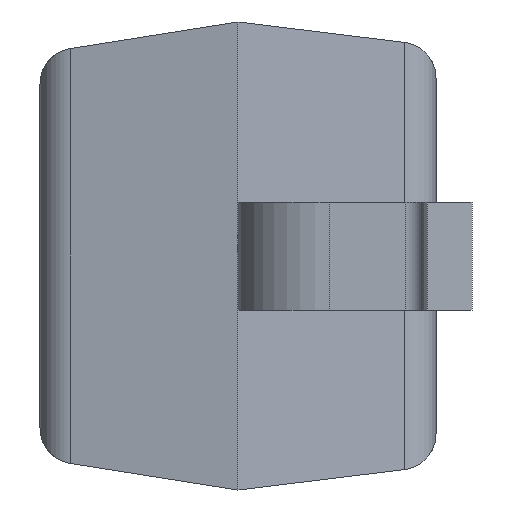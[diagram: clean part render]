
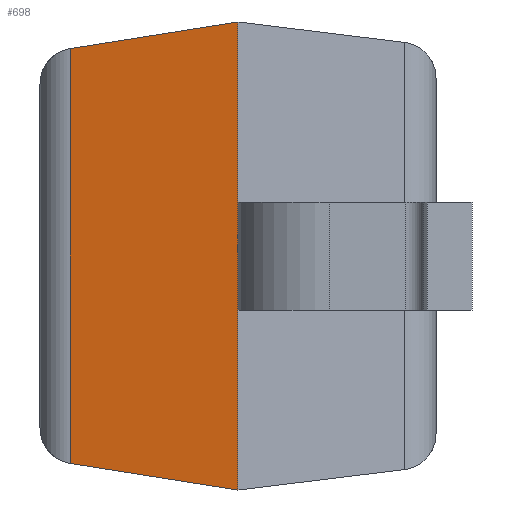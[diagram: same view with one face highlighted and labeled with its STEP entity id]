
A CAD part, left-side view. The second image highlights one B-rep face of the part: STEP entity #698.
In plain terms, the highlighted planar face has unit normal (-0.988, 0.156, 0).
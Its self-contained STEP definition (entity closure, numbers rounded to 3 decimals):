
#65 = CARTESIAN_POINT ( 'NONE',  ( -0.85, 0.65, -0.65 ) ) ;
#93 = VERTEX_POINT ( 'NONE', #914 ) ;
#122 = PLANE ( 'NONE',  #224 ) ;
#163 = EDGE_CURVE ( 'NONE', #1069, #93, #900, .T. ) ;
#172 = ORIENTED_EDGE ( 'NONE', *, *, #311, .T. ) ;
#189 = CARTESIAN_POINT ( 'NONE',  ( -0.776, 1.116, 0.576 ) ) ;
#212 = DIRECTION ( 'NONE',  ( -0.156, -0.988, 0. ) ) ;
#224 = AXIS2_PLACEMENT_3D ( 'NONE', #776, #316, #212 ) ;
#238 = DIRECTION ( 'NONE',  ( 0., 0., -1. ) ) ;
#311 = EDGE_CURVE ( 'NONE', #93, #1068, #450, .T. ) ;
#316 = DIRECTION ( 'NONE',  ( -0.988, 0.156, 0. ) ) ;
#359 = DIRECTION ( 'NONE',  ( -0.155, -0.976, 0.155 ) ) ;
#371 = CARTESIAN_POINT ( 'NONE',  ( -0.85, 0.65, -0.65 ) ) ;
#379 = VECTOR ( 'NONE', #635, 1000. ) ;
#447 = CARTESIAN_POINT ( 'NONE',  ( -0.85, 0.65, 0.65 ) ) ;
#450 = LINE ( 'NONE', #65, #379 ) ;
#584 = DIRECTION ( 'NONE',  ( 0., 0., 1. ) ) ;
#612 = CARTESIAN_POINT ( 'NONE',  ( -0.776, 1.116, -0.563 ) ) ;
#618 = ORIENTED_EDGE ( 'NONE', *, *, #163, .T. ) ;
#635 = DIRECTION ( 'NONE',  ( -0.155, -0.976, -0.155 ) ) ;
#678 = VERTEX_POINT ( 'NONE', #680 ) ;
#680 = CARTESIAN_POINT ( 'NONE',  ( -0.85, 0.65, 0.65 ) ) ;
#698 = ADVANCED_FACE ( 'NONE', ( #781 ), #122, .T. ) ;
#776 = CARTESIAN_POINT ( 'NONE',  ( -0.85, 0.65, -0.65 ) ) ;
#781 = FACE_OUTER_BOUND ( 'NONE', #1087, .T. ) ;
#803 = EDGE_CURVE ( 'NONE', #1068, #678, #1067, .T. ) ;
#886 = VECTOR ( 'NONE', #238, 1000. ) ;
#900 = LINE ( 'NONE', #612, #886 ) ;
#914 = CARTESIAN_POINT ( 'NONE',  ( -0.776, 1.116, -0.576 ) ) ;
#1029 = VECTOR ( 'NONE', #584, 1000. ) ;
#1031 = VECTOR ( 'NONE', #359, 1000. ) ;
#1067 = LINE ( 'NONE', #1156, #1029 ) ;
#1068 = VERTEX_POINT ( 'NONE', #371 ) ;
#1069 = VERTEX_POINT ( 'NONE', #189 ) ;
#1087 = EDGE_LOOP ( 'NONE', ( #1179, #618, #172, #1135 ) ) ;
#1102 = LINE ( 'NONE', #447, #1031 ) ;
#1135 = ORIENTED_EDGE ( 'NONE', *, *, #803, .T. ) ;
#1156 = CARTESIAN_POINT ( 'NONE',  ( -0.85, 0.65, -0.65 ) ) ;
#1166 = EDGE_CURVE ( 'NONE', #1069, #678, #1102, .T. ) ;
#1179 = ORIENTED_EDGE ( 'NONE', *, *, #1166, .F. ) ;
